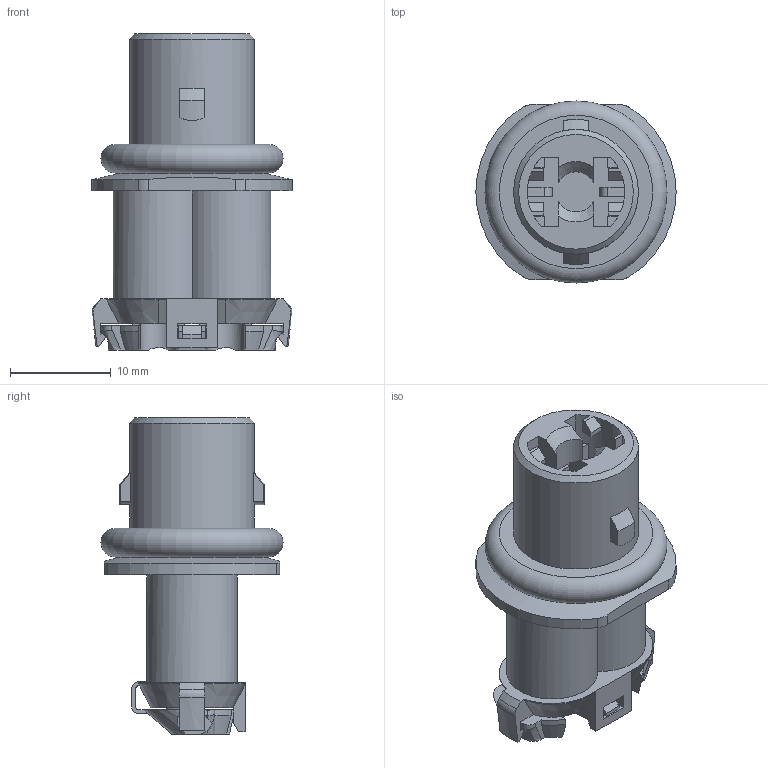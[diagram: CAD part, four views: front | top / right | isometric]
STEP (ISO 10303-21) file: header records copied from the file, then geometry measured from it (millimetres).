
FILE_DESCRIPTION(/* description */ (''),/* implementation_level */ '2;1');
FILE_NAME(/* name */ '13698133-ENV11_01-CONN.stp',/* time_stamp */ '2023-06-07T15:43:27+08:00',/* author */ (''),/* organization */ (''),/* preprocessor_version */ 'ST-DEVELOPER v16',/* originating_system */ 'SIEMENS PLM Software NX 11.0',/* authorisation */ '');
FILE_SCHEMA (('AUTOMOTIVE_DESIGN { 1 0 10303 214 3 1 1 1 }'));
Length unit declared in the file: millimetre
Products named in the file (1): 13698133-ENV11_01-CONN
Bounding box: 19.9 x 18.1 x 31.4 mm (x, y, z)
Volume: 3872.4 mm3; surface area: 2900 mm2
Topology: 1 solids, 1 shells, 215 faces, 638 edges, 422 vertices
Faces by surface type: plane 141, cylinder 39, cone 20, bspline 10, torus 3, extrusion 2
Full cylindrical faces by diameter (mm): 12.4 x1
Entity records: 7681 total; most frequent: CARTESIAN_POINT 1995, ORIENTED_EDGE 1264, DIRECTION 1076, EDGE_CURVE 632, VECTOR 428, LINE 426, VERTEX_POINT 420, AXIS2_PLACEMENT_3D 324
